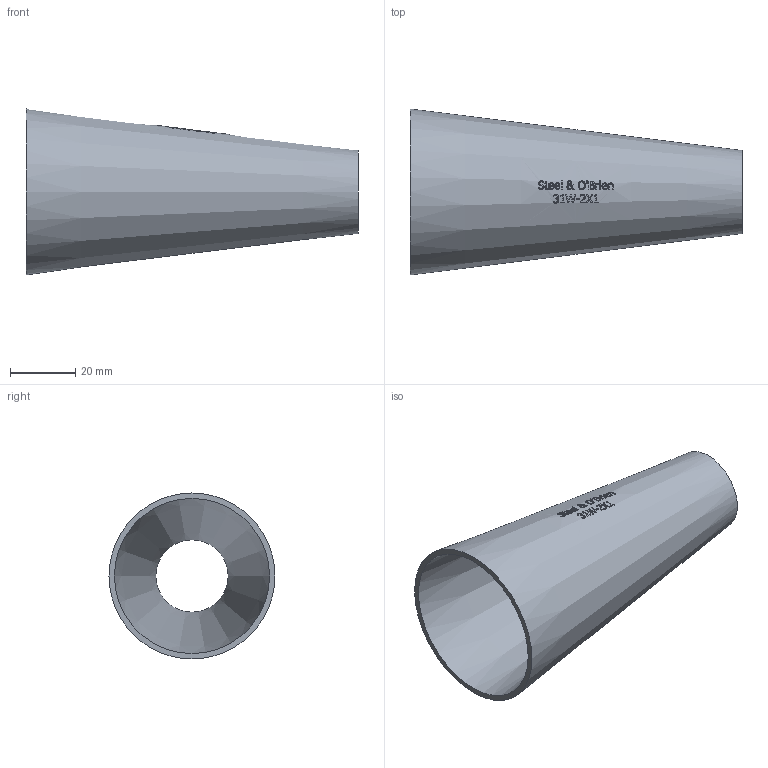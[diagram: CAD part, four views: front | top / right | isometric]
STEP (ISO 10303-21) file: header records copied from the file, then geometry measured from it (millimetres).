
FILE_DESCRIPTION(/* description */ (''),/* implementation_level */ '2;1');
FILE_NAME(/* name */ '31W-2X1.stp',/* time_stamp */ '2019-07-26T16:26:35-04:00',/* author */ ('rick'),/* organization */ (''),/* preprocessor_version */ 'ST-DEVELOPER v15.2',/* originating_system */ 'Autodesk Inventor 2014',/* authorisation */ '');
FILE_SCHEMA (('AUTOMOTIVE_DESIGN { 1 0 10303 214 3 1 1 }'));
Length unit declared in the file: inch
Products named in the file (1): 31W-2X1
Bounding box: 101.6 x 50.8 x 50.8 mm (x, y, z)
Volume: 19203.9 mm3; surface area: 23853.4 mm2
Topology: 1 solids, 1 shells, 327 faces, 888 edges, 592 vertices
Faces by surface type: bspline 151, plane 145, cone 31
Entity records: 13151 total; most frequent: CARTESIAN_POINT 5740, ORIENTED_EDGE 1772, DIRECTION 1090, EDGE_CURVE 886, VERTEX_POINT 592, LINE 424, VECTOR 424, EDGE_LOOP 360
